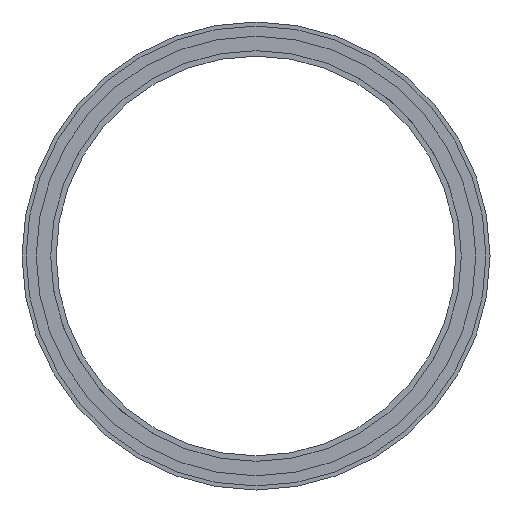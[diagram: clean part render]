
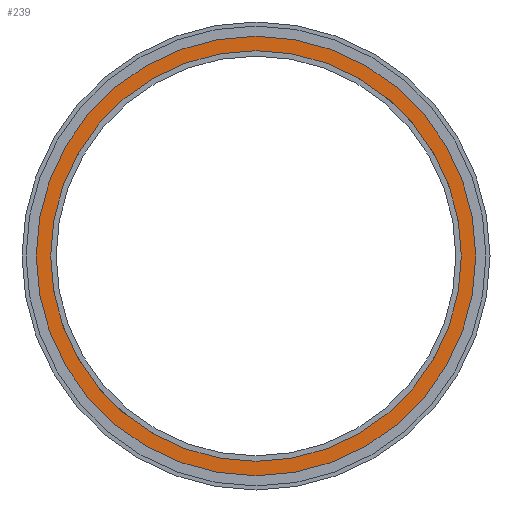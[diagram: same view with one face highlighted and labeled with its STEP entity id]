
A CAD part, front view. The second image highlights one B-rep face of the part: STEP entity #239.
In plain terms, the highlighted planar face has unit normal (0, -1, 0).
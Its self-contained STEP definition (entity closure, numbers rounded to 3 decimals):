
#20 = AXIS2_PLACEMENT_3D ( 'NONE', #116, #212, #247 ) ;
#26 = EDGE_LOOP ( 'NONE', ( #407 ) ) ;
#55 = DIRECTION ( 'NONE',  ( 0., 0., 1. ) ) ;
#70 = FACE_BOUND ( 'NONE', #137, .T. ) ;
#75 = EDGE_CURVE ( 'NONE', #197, #197, #411, .T. ) ;
#98 = CARTESIAN_POINT ( 'NONE',  ( 0., -11.9, 136.15 ) ) ;
#116 = CARTESIAN_POINT ( 'NONE',  ( 0., -11.9, 0. ) ) ;
#137 = EDGE_LOOP ( 'NONE', ( #185 ) ) ;
#151 = AXIS2_PLACEMENT_3D ( 'NONE', #248, #315, #55 ) ;
#162 = EDGE_CURVE ( 'NONE', #398, #398, #303, .T. ) ;
#175 = FACE_OUTER_BOUND ( 'NONE', #26, .T. ) ;
#185 = ORIENTED_EDGE ( 'NONE', *, *, #162, .T. ) ;
#197 = VERTEX_POINT ( 'NONE', #98 ) ;
#203 = CARTESIAN_POINT ( 'NONE',  ( 0., -11.9, 0. ) ) ;
#205 = DIRECTION ( 'NONE',  ( 0., 0., 1. ) ) ;
#212 = DIRECTION ( 'NONE',  ( 0., 1., 0. ) ) ;
#220 = PLANE ( 'NONE',  #151 ) ;
#239 = ADVANCED_FACE ( 'NONE', ( #70, #175 ), #220, .F. ) ;
#247 = DIRECTION ( 'NONE',  ( 0., 0., 1. ) ) ;
#248 = CARTESIAN_POINT ( 'NONE',  ( 0., -11.9, 0. ) ) ;
#303 = CIRCLE ( 'NONE', #20, 127.25 ) ;
#312 = AXIS2_PLACEMENT_3D ( 'NONE', #203, #399, #205 ) ;
#315 = DIRECTION ( 'NONE',  ( 0., 1., 0. ) ) ;
#321 = CARTESIAN_POINT ( 'NONE',  ( 0., -11.9, 127.25 ) ) ;
#398 = VERTEX_POINT ( 'NONE', #321 ) ;
#399 = DIRECTION ( 'NONE',  ( 0., 1., 0. ) ) ;
#407 = ORIENTED_EDGE ( 'NONE', *, *, #75, .F. ) ;
#411 = CIRCLE ( 'NONE', #312, 136.15 ) ;
